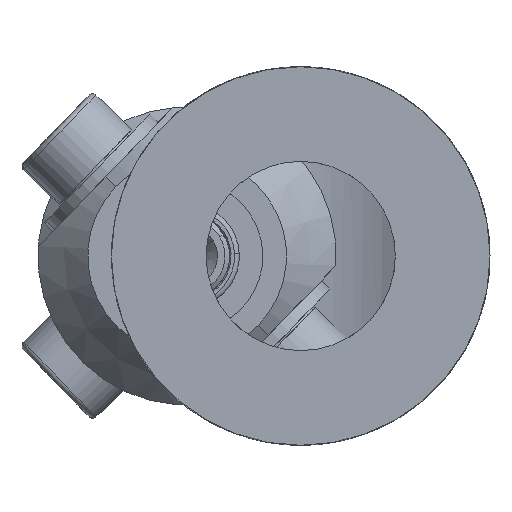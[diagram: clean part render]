
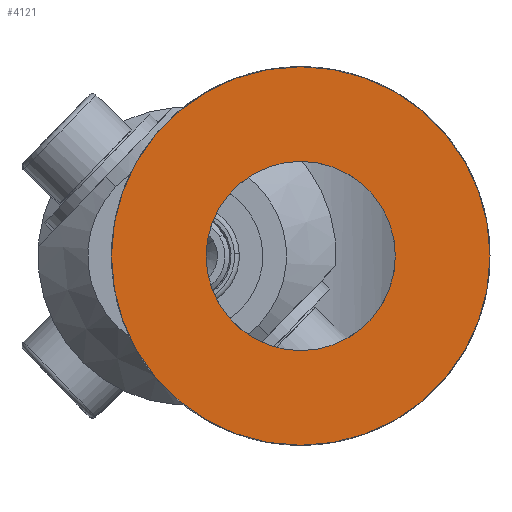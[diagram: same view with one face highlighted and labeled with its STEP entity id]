
A CAD part, left-side view. The second image highlights one B-rep face of the part: STEP entity #4121.
In plain terms, the highlighted face is planar.
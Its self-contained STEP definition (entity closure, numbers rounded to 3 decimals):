
#648=PLANE('',#7884);
#1463=VERTEX_POINT('',#6568);
#1499=VERTEX_POINT('',#6895);
#1768=CIRCLE('',#7862,2.);
#1774=CIRCLE('',#7883,4.);
#2168=EDGE_CURVE('',#1463,#1463,#1768,.T.);
#2219=EDGE_CURVE('',#1499,#1499,#1774,.T.);
#3189=ORIENTED_EDGE('',*,*,#2168,.T.);
#3190=ORIENTED_EDGE('',*,*,#2219,.F.);
#3615=EDGE_LOOP('',(#3189));
#3616=EDGE_LOOP('',(#3190));
#3885=FACE_BOUND('',#3615,.T.);
#3886=FACE_BOUND('',#3616,.T.);
#4121=ADVANCED_FACE('',(#3885,#3886),#648,.T.);
#5061=DIRECTION('',(0.,0.,-1.));
#5062=DIRECTION('',(2.,0.,0.));
#5119=DIRECTION('',(0.,0.,-1.));
#5120=DIRECTION('',(4.,0.,0.));
#5121=DIRECTION('',(0.,0.,1.));
#6567=CARTESIAN_POINT('',(0.,0.,7.5));
#6568=CARTESIAN_POINT('',(-2.,0.,7.5));
#6894=CARTESIAN_POINT('',(0.,0.,7.5));
#6895=CARTESIAN_POINT('',(4.,0.,7.5));
#6896=CARTESIAN_POINT('',(0.,0.,7.5));
#7862=AXIS2_PLACEMENT_3D('',#6567,#5061,#5062);
#7883=AXIS2_PLACEMENT_3D('',#6894,#5119,#5120);
#7884=AXIS2_PLACEMENT_3D('',#6896,#5121,$);
